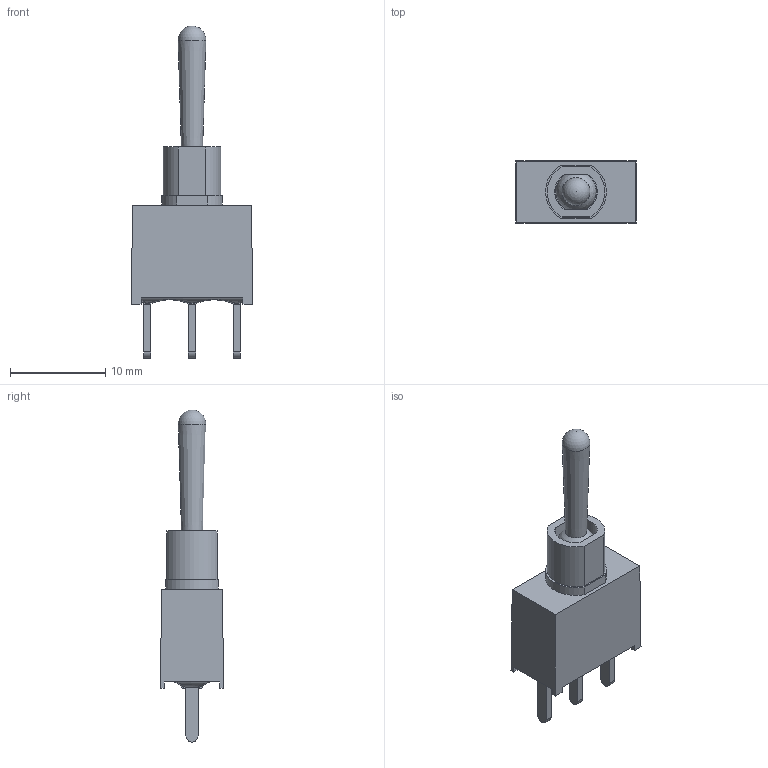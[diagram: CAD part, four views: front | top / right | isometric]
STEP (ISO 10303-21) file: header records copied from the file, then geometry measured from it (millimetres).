
FILE_DESCRIPTION((' '),'2;1');
FILE_NAME('100AWSPxT1B4M2xE.stp','2017-08-01T14:51:37',(' '),(' '),' ','ACIS',' ');
FILE_SCHEMA(('CONFIG_CONTROL_DESIGN'));
Length unit declared in the file: inch
Products named in the file (1): 100AWSPxT1B4M2xE.stp
Bounding box: 12.7 x 6.6 x 34.85 mm (x, y, z)
Volume: 1030.4 mm3; surface area: 944.4 mm2
Topology: 1 solids, 1 shells, 77 faces, 227 edges, 156 vertices
Faces by surface type: plane 51, cylinder 15, bspline 8, sphere 2, cone 1
Entity records: 3129 total; most frequent: CARTESIAN_POINT 1016, ORIENTED_EDGE 440, DIRECTION 380, EDGE_CURVE 220, VERTEX_POINT 152, VECTOR 144, LINE 144, AXIS2_PLACEMENT_3D 118
